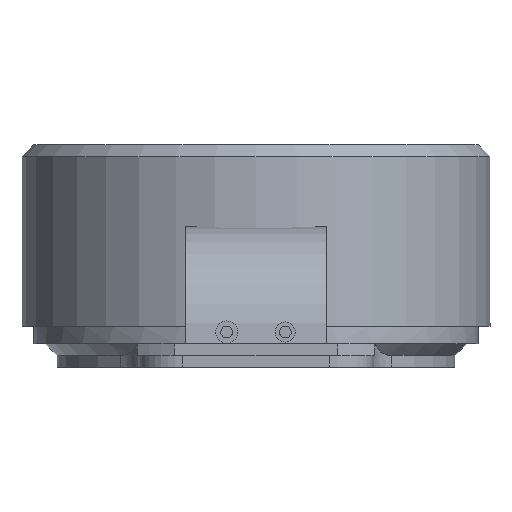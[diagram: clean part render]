
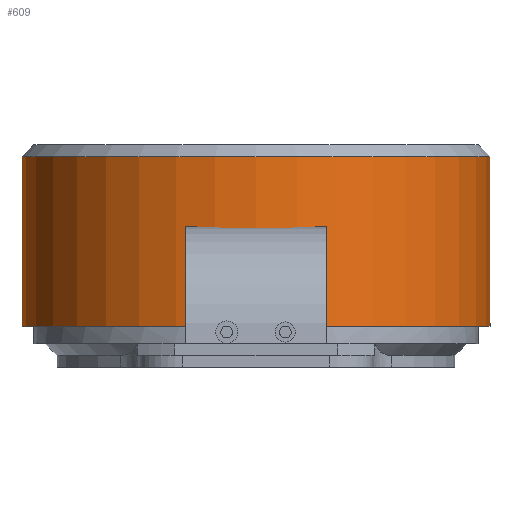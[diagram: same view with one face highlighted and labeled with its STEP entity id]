
A CAD part, left-side view. The second image highlights one B-rep face of the part: STEP entity #609.
In plain terms, the highlighted cylindrical face has radius 5.2 mm (diameter 10.4 mm), a full revolution.
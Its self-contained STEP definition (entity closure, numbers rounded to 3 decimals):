
#65=CYLINDRICAL_SURFACE('',#669,5.2);
#80=FACE_OUTER_BOUND('',#118,.T.);
#118=EDGE_LOOP('',(#439,#440,#441,#442,#443,#444,#445));
#159=LINE('',#968,#201);
#201=VECTOR('',#765,5.2);
#242=CIRCLE('',#664,5.2);
#243=CIRCLE('',#665,5.2);
#246=CIRCLE('',#668,5.2);
#247=CIRCLE('',#670,5.2);
#248=CIRCLE('',#671,5.2);
#285=VERTEX_POINT('',#952);
#286=VERTEX_POINT('',#953);
#287=VERTEX_POINT('',#955);
#290=VERTEX_POINT('',#964);
#291=VERTEX_POINT('',#965);
#345=EDGE_CURVE('',#285,#286,#242,.T.);
#346=EDGE_CURVE('',#287,#285,#243,.T.);
#350=EDGE_CURVE('',#286,#287,#246,.T.);
#351=EDGE_CURVE('',#290,#291,#247,.T.);
#352=EDGE_CURVE('',#291,#290,#248,.T.);
#353=EDGE_CURVE('',#291,#286,#159,.T.);
#439=ORIENTED_EDGE('',*,*,#351,.F.);
#440=ORIENTED_EDGE('',*,*,#352,.F.);
#441=ORIENTED_EDGE('',*,*,#353,.T.);
#442=ORIENTED_EDGE('',*,*,#350,.T.);
#443=ORIENTED_EDGE('',*,*,#346,.T.);
#444=ORIENTED_EDGE('',*,*,#345,.T.);
#445=ORIENTED_EDGE('',*,*,#353,.F.);
#609=ADVANCED_FACE('',(#80),#65,.T.);
#664=AXIS2_PLACEMENT_3D('',#954,#748,#749);
#665=AXIS2_PLACEMENT_3D('',#956,#750,#751);
#668=AXIS2_PLACEMENT_3D('',#962,#757,#758);
#669=AXIS2_PLACEMENT_3D('',#963,#759,#760);
#670=AXIS2_PLACEMENT_3D('',#966,#761,#762);
#671=AXIS2_PLACEMENT_3D('',#967,#763,#764);
#748=DIRECTION('center_axis',(0.,0.,-1.));
#749=DIRECTION('ref_axis',(-1.,0.,0.));
#750=DIRECTION('center_axis',(0.,0.,-1.));
#751=DIRECTION('ref_axis',(-1.,0.,0.));
#757=DIRECTION('center_axis',(0.,0.,-1.));
#758=DIRECTION('ref_axis',(-1.,0.,0.));
#759=DIRECTION('center_axis',(0.,0.,-1.));
#760=DIRECTION('ref_axis',(-1.,0.,0.));
#761=DIRECTION('center_axis',(0.,0.,-1.));
#762=DIRECTION('ref_axis',(-1.,0.,0.));
#763=DIRECTION('center_axis',(0.,0.,-1.));
#764=DIRECTION('ref_axis',(-1.,0.,0.));
#765=DIRECTION('',(0.,0.,1.));
#952=CARTESIAN_POINT('',(-5.06,0.,4.47));
#953=CARTESIAN_POINT('',(5.34,0.,4.47));
#954=CARTESIAN_POINT('Origin',(0.14,0.,4.47));
#955=CARTESIAN_POINT('',(0.14,-5.2,4.47));
#956=CARTESIAN_POINT('Origin',(0.14,0.,4.47));
#962=CARTESIAN_POINT('Origin',(0.14,0.,4.47));
#963=CARTESIAN_POINT('Origin',(0.14,0.,4.47));
#964=CARTESIAN_POINT('',(-5.06,0.,0.7));
#965=CARTESIAN_POINT('',(5.34,0.,0.7));
#966=CARTESIAN_POINT('Origin',(0.14,0.,0.7));
#967=CARTESIAN_POINT('Origin',(0.14,0.,0.7));
#968=CARTESIAN_POINT('',(5.34,0.,4.47));
